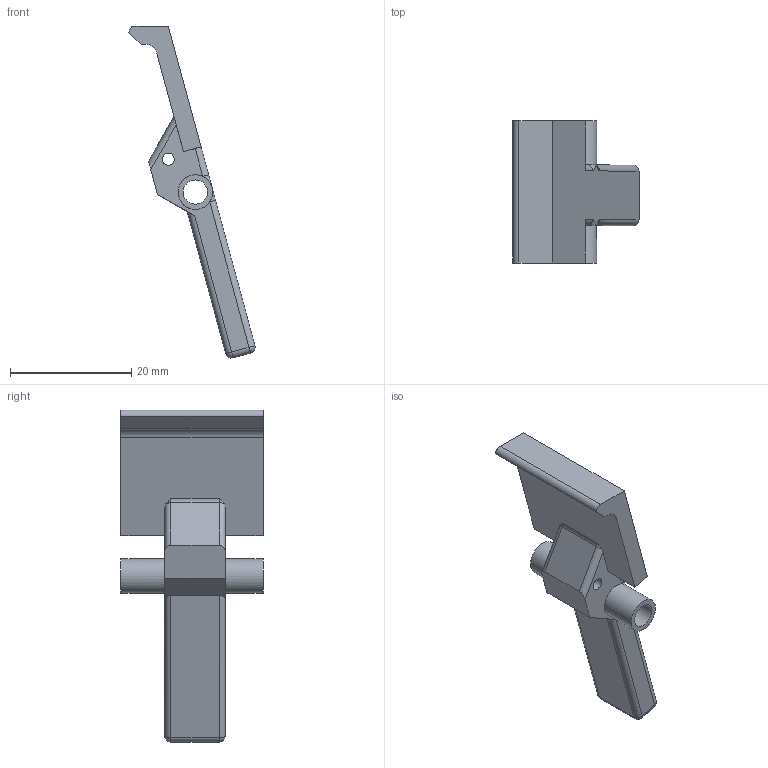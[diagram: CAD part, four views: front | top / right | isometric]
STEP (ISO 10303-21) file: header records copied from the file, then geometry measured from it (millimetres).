
FILE_DESCRIPTION(/* description */ (''),/* implementation_level */ '2;1');
FILE_NAME(/* name */ 'MagRelease.step',/* time_stamp */ '2018-10-22T17:31:27-05:00',/* author */ (''),/* organization */ (''),/* preprocessor_version */ 'ST-DEVELOPER v17.2',/* originating_system */ 'Autodesk Translation Framework v7.6.0.251',/* authorisation */ '');
FILE_SCHEMA (('AUTOMOTIVE_DESIGN { 1 0 10303 214 3 1 1 }'));
Length unit declared in the file: millimetre
Products named in the file (1): MagRelease
Bounding box: 20.83 x 23.5 x 54.82 mm (x, y, z)
Volume: 3936.3 mm3; surface area: 3116.4 mm2
Topology: 1 solids, 1 shells, 47 faces, 120 edges, 71 vertices
Faces by surface type: cylinder 19, plane 18, sphere 4, bspline 4, torus 2
Full cylindrical faces by diameter (mm): 2 x1, 4 x1, 5.712 x2
Entity records: 1603 total; most frequent: CARTESIAN_POINT 429, DIRECTION 245, ORIENTED_EDGE 232, EDGE_CURVE 116, AXIS2_PLACEMENT_3D 91, VERTEX_POINT 71, LINE 63, VECTOR 63
